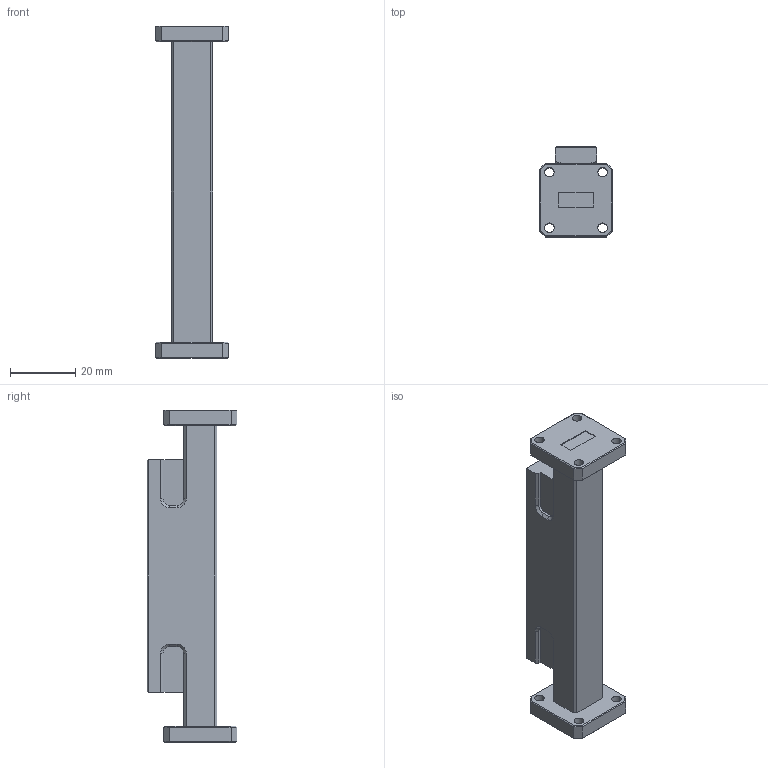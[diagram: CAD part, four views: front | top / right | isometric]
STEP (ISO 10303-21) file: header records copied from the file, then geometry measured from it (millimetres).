
FILE_DESCRIPTION (( 'STEP AP203' ), '1' );
FILE_NAME ('STA-10-42-F1.STEP', '2021-06-09T23:20:58', ( '' ), ( '' ), 'SwSTEP 2.0', 'SolidWorks 2021', '' );
FILE_SCHEMA (( 'CONFIG_CONTROL_DESIGN' ));
Length unit declared in the file: inch
Products named in the file (1): STA-10-42-F1
Bounding box: 22.35 x 27.43 x 101.6 mm (x, y, z)
Volume: 25763.3 mm3; surface area: 9300.8 mm2
Topology: 1 solids, 1 shells, 290 faces, 766 edges, 492 vertices
Faces by surface type: plane 182, cylinder 72, cone 36
Entity records: 9017 total; most frequent: CARTESIAN_POINT 1837, ORIENTED_EDGE 1532, DIRECTION 1424, EDGE_CURVE 766, VECTOR 498, LINE 498, VERTEX_POINT 492, AXIS2_PLACEMENT_3D 463
